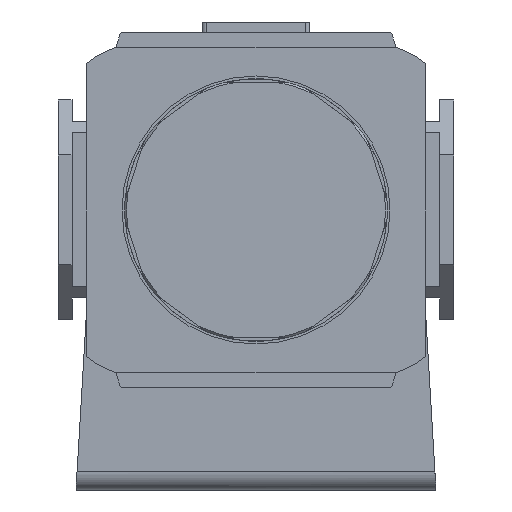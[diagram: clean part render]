
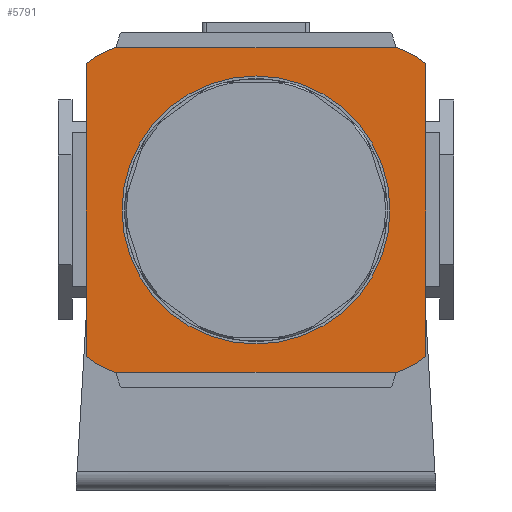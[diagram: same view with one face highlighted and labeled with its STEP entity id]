
A CAD part, front view. The second image highlights one B-rep face of the part: STEP entity #5791.
In plain terms, the highlighted planar face has unit normal (0, -1, 0).
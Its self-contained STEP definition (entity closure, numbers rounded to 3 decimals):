
#277 = VECTOR ( 'NONE', #5091, 1000. ) ;
#564 = CARTESIAN_POINT ( 'NONE',  ( 42.5, -37., -40.6 ) ) ;
#647 = DIRECTION ( 'NONE',  ( 1., 0., 0. ) ) ;
#772 = CARTESIAN_POINT ( 'NONE',  ( -42.5, -37., 44.3 ) ) ;
#944 = AXIS2_PLACEMENT_3D ( 'NONE', #11210, #4518, #12343 ) ;
#1085 = VERTEX_POINT ( 'NONE', #10785 ) ;
#1203 = CARTESIAN_POINT ( 'NONE',  ( 35.001, -37., -40.6 ) ) ;
#1575 = CARTESIAN_POINT ( 'NONE',  ( 42.5, -37., 44.3 ) ) ;
#1811 = CARTESIAN_POINT ( 'NONE',  ( 35.001, -37., 40.6 ) ) ;
#1885 = CARTESIAN_POINT ( 'NONE',  ( 42.5, -37., -36.6 ) ) ;
#1896 = DIRECTION ( 'NONE',  ( 0., 0., -1. ) ) ;
#1972 = VERTEX_POINT ( 'NONE', #12113 ) ;
#2342 = CARTESIAN_POINT ( 'NONE',  ( 42.5, -37., 44.3 ) ) ;
#2343 = VECTOR ( 'NONE', #9067, 1000. ) ;
#2977 = DIRECTION ( 'NONE',  ( 0., 1., 0. ) ) ;
#3205 = VERTEX_POINT ( 'NONE', #9056 ) ;
#3356 = CIRCLE ( 'NONE', #944, 19.9 ) ;
#3581 = CIRCLE ( 'NONE', #5690, 19.9 ) ;
#3854 = DIRECTION ( 'NONE',  ( 0., 1., 0. ) ) ;
#4265 = EDGE_CURVE ( 'NONE', #3205, #1972, #12762, .T. ) ;
#4518 = DIRECTION ( 'NONE',  ( 0., 1., 0. ) ) ;
#4676 = VERTEX_POINT ( 'NONE', #8574 ) ;
#5091 = DIRECTION ( 'NONE',  ( 1., 0., 0. ) ) ;
#5600 = EDGE_CURVE ( 'NONE', #7302, #11224, #6636, .T. ) ;
#5601 = LINE ( 'NONE', #2342, #10474 ) ;
#5676 = CARTESIAN_POINT ( 'NONE',  ( -29.601, -37., 21.447 ) ) ;
#5690 = AXIS2_PLACEMENT_3D ( 'NONE', #9710, #2977, #10829 ) ;
#5791 = ADVANCED_FACE ( 'NONE', ( #12391 ), #12755, .F. ) ;
#6393 = ORIENTED_EDGE ( 'NONE', *, *, #7776, .T. ) ;
#6622 = AXIS2_PLACEMENT_3D ( 'NONE', #1575, #3854, #11689 ) ;
#6636 = LINE ( 'NONE', #564, #277 ) ;
#6790 = DIRECTION ( 'NONE',  ( -1., 0., 0. ) ) ;
#7069 = EDGE_CURVE ( 'NONE', #11224, #11967, #10812, .T. ) ;
#7302 = VERTEX_POINT ( 'NONE', #8061 ) ;
#7370 = DIRECTION ( 'NONE',  ( 0., -1., 0. ) ) ;
#7420 = EDGE_CURVE ( 'NONE', #8043, #4676, #3581, .T. ) ;
#7776 = EDGE_CURVE ( 'NONE', #8043, #3205, #11636, .T. ) ;
#7947 = DIRECTION ( 'NONE',  ( 0., 0., -1. ) ) ;
#8043 = VERTEX_POINT ( 'NONE', #1811 ) ;
#8061 = CARTESIAN_POINT ( 'NONE',  ( -35.001, -37., -40.6 ) ) ;
#8102 = ORIENTED_EDGE ( 'NONE', *, *, #4265, .T. ) ;
#8265 = ORIENTED_EDGE ( 'NONE', *, *, #14179, .F. ) ;
#8556 = VECTOR ( 'NONE', #1896, 1000. ) ;
#8574 = CARTESIAN_POINT ( 'NONE',  ( 42.5, -37., 36.6 ) ) ;
#8904 = EDGE_LOOP ( 'NONE', ( #8265, #12075, #10035, #9884, #9124, #6393, #8102, #9384 ) ) ;
#9056 = CARTESIAN_POINT ( 'NONE',  ( -35.001, -37., 40.6 ) ) ;
#9067 = DIRECTION ( 'NONE',  ( -1., 0., 0. ) ) ;
#9124 = ORIENTED_EDGE ( 'NONE', *, *, #7420, .F. ) ;
#9384 = ORIENTED_EDGE ( 'NONE', *, *, #13048, .T. ) ;
#9710 = CARTESIAN_POINT ( 'NONE',  ( 29.601, -37., 21.447 ) ) ;
#9884 = ORIENTED_EDGE ( 'NONE', *, *, #12208, .F. ) ;
#10035 = ORIENTED_EDGE ( 'NONE', *, *, #7069, .T. ) ;
#10474 = VECTOR ( 'NONE', #7947, 1000. ) ;
#10785 = CARTESIAN_POINT ( 'NONE',  ( -42.5, -37., -36.6 ) ) ;
#10812 = CIRCLE ( 'NONE', #12992, 19.9 ) ;
#10829 = DIRECTION ( 'NONE',  ( 1., 0., 0. ) ) ;
#11210 = CARTESIAN_POINT ( 'NONE',  ( -29.601, -37., -21.447 ) ) ;
#11224 = VERTEX_POINT ( 'NONE', #1203 ) ;
#11500 = LINE ( 'NONE', #772, #8556 ) ;
#11636 = LINE ( 'NONE', #12430, #2343 ) ;
#11689 = DIRECTION ( 'NONE',  ( -1., 0., 0. ) ) ;
#11967 = VERTEX_POINT ( 'NONE', #1885 ) ;
#12075 = ORIENTED_EDGE ( 'NONE', *, *, #5600, .T. ) ;
#12113 = CARTESIAN_POINT ( 'NONE',  ( -42.5, -37., 36.6 ) ) ;
#12208 = EDGE_CURVE ( 'NONE', #4676, #11967, #5601, .T. ) ;
#12343 = DIRECTION ( 'NONE',  ( -1., 0., 0. ) ) ;
#12391 = FACE_OUTER_BOUND ( 'NONE', #8904, .T. ) ;
#12430 = CARTESIAN_POINT ( 'NONE',  ( 42.5, -37., 40.6 ) ) ;
#12755 = PLANE ( 'NONE',  #6622 ) ;
#12762 = CIRCLE ( 'NONE', #13063, 19.9 ) ;
#12992 = AXIS2_PLACEMENT_3D ( 'NONE', #14069, #7370, #647 ) ;
#13048 = EDGE_CURVE ( 'NONE', #1972, #1085, #11500, .T. ) ;
#13063 = AXIS2_PLACEMENT_3D ( 'NONE', #5676, #13497, #6790 ) ;
#13497 = DIRECTION ( 'NONE',  ( 0., -1., 0. ) ) ;
#14069 = CARTESIAN_POINT ( 'NONE',  ( 29.601, -37., -21.447 ) ) ;
#14179 = EDGE_CURVE ( 'NONE', #7302, #1085, #3356, .T. ) ;
